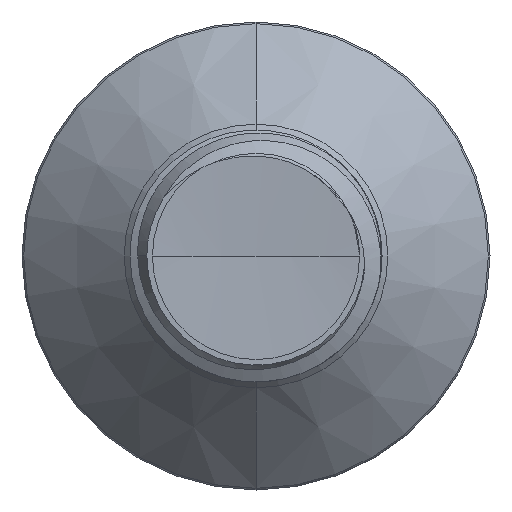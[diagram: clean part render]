
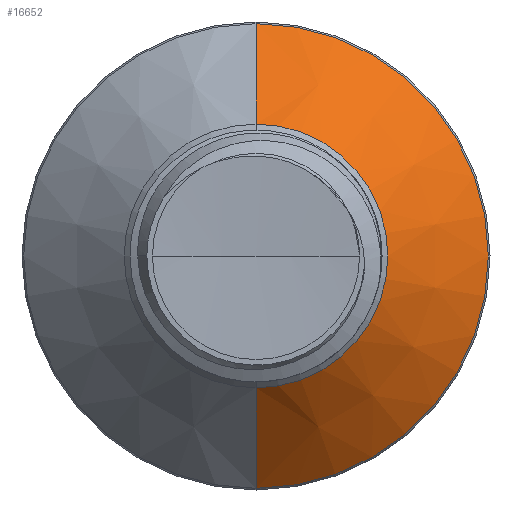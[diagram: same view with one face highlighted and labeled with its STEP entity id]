
A CAD part, front view. The second image highlights one B-rep face of the part: STEP entity #16652.
In plain terms, the highlighted conical face has half-angle 45 degrees and reference radius 1.832 mm.
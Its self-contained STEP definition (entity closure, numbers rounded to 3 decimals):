
#561 = AXIS2_PLACEMENT_3D ( 'NONE', #3253, #12326, #4555 ) ;
#1300 = CARTESIAN_POINT ( 'NONE',  ( 0., 4.313, 0. ) ) ;
#1574 = ORIENTED_EDGE ( 'NONE', *, *, #8494, .T. ) ;
#1725 = DIRECTION ( 'NONE',  ( 0., 0.707, 0.707 ) ) ;
#2037 = VERTEX_POINT ( 'NONE', #4807 ) ;
#2402 = EDGE_CURVE ( 'NONE', #2037, #14818, #7668, .T. ) ;
#2591 = DIRECTION ( 'NONE',  ( 0., 0., 1. ) ) ;
#3253 = CARTESIAN_POINT ( 'NONE',  ( 0., 5.708, 0. ) ) ;
#4124 = EDGE_CURVE ( 'NONE', #14818, #5706, #14527, .T. ) ;
#4555 = DIRECTION ( 'NONE',  ( 0., 0., 1. ) ) ;
#4807 = CARTESIAN_POINT ( 'NONE',  ( 0., 4.313, 1.832 ) ) ;
#4808 = VECTOR ( 'NONE', #15384, 1000. ) ;
#4809 = CARTESIAN_POINT ( 'NONE',  ( 0., 4.313, 0. ) ) ;
#5039 = ORIENTED_EDGE ( 'NONE', *, *, #6742, .T. ) ;
#5706 = VERTEX_POINT ( 'NONE', #14312 ) ;
#6062 = DIRECTION ( 'NONE',  ( 0., 0., 1. ) ) ;
#6742 = EDGE_CURVE ( 'NONE', #11159, #5706, #11689, .T. ) ;
#7537 = AXIS2_PLACEMENT_3D ( 'NONE', #1300, #10354, #2591 ) ;
#7668 = LINE ( 'NONE', #13219, #14967 ) ;
#7759 = AXIS2_PLACEMENT_3D ( 'NONE', #4809, #8665, #6062 ) ;
#8494 = EDGE_CURVE ( 'NONE', #2037, #11159, #11282, .T. ) ;
#8561 = CARTESIAN_POINT ( 'NONE',  ( 0., 4.313, -1.832 ) ) ;
#8665 = DIRECTION ( 'NONE',  ( 0., 1., 0. ) ) ;
#10197 = CARTESIAN_POINT ( 'NONE',  ( 0., 5.708, 3.227 ) ) ;
#10354 = DIRECTION ( 'NONE',  ( 0., 1., 0. ) ) ;
#10999 = CONICAL_SURFACE ( 'NONE', #7759, 1.832, 0.785 ) ;
#11159 = VERTEX_POINT ( 'NONE', #8561 ) ;
#11282 = CIRCLE ( 'NONE', #7537, 1.832 ) ;
#11340 = EDGE_LOOP ( 'NONE', ( #1574, #5039, #11921, #15371 ) ) ;
#11689 = LINE ( 'NONE', #16729, #4808 ) ;
#11921 = ORIENTED_EDGE ( 'NONE', *, *, #4124, .F. ) ;
#12326 = DIRECTION ( 'NONE',  ( 0., 1., 0. ) ) ;
#13219 = CARTESIAN_POINT ( 'NONE',  ( 0., 4.313, 1.832 ) ) ;
#14312 = CARTESIAN_POINT ( 'NONE',  ( 0., 5.708, -3.227 ) ) ;
#14527 = CIRCLE ( 'NONE', #561, 3.227 ) ;
#14818 = VERTEX_POINT ( 'NONE', #10197 ) ;
#14967 = VECTOR ( 'NONE', #1725, 1000. ) ;
#15259 = FACE_OUTER_BOUND ( 'NONE', #11340, .T. ) ;
#15371 = ORIENTED_EDGE ( 'NONE', *, *, #2402, .F. ) ;
#15384 = DIRECTION ( 'NONE',  ( 0., 0.707, -0.707 ) ) ;
#16652 = ADVANCED_FACE ( 'NONE', ( #15259 ), #10999, .T. ) ;
#16729 = CARTESIAN_POINT ( 'NONE',  ( 0., 4.313, -1.832 ) ) ;
